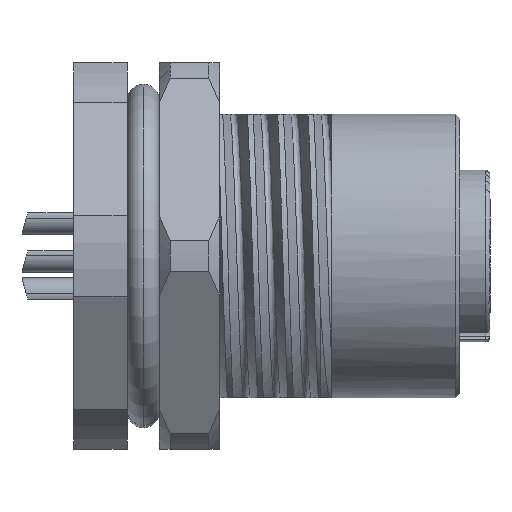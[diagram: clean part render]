
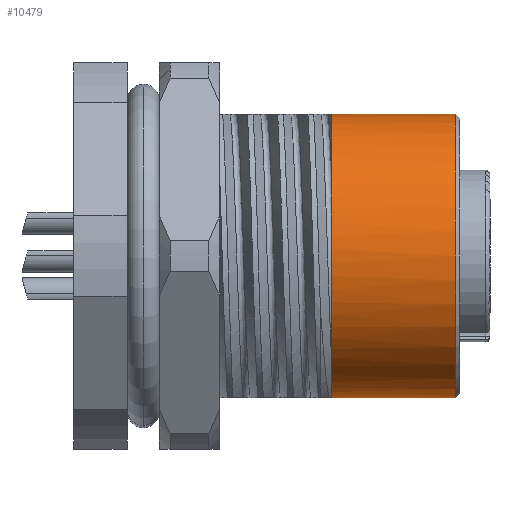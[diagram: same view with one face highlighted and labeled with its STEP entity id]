
A CAD part, front view. The second image highlights one B-rep face of the part: STEP entity #10479.
In plain terms, the highlighted cylindrical face has radius 6.6 mm (diameter 13.2 mm), a partial arc.
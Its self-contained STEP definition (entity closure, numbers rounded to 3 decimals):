
#199 = CARTESIAN_POINT ( 'NONE',  ( -40.569, 0., 6.6 ) ) ;
#1546 = DIRECTION ( 'NONE',  ( 0., 0., 1. ) ) ;
#1784 = DIRECTION ( 'NONE',  ( -1., 0., 0. ) ) ;
#2130 = DIRECTION ( 'NONE',  ( -1., 0., 0. ) ) ;
#2990 = CYLINDRICAL_SURFACE ( 'NONE', #4257, 6.6 ) ;
#3340 = DIRECTION ( 'NONE',  ( 0., 0., 1. ) ) ;
#3410 = LINE ( 'NONE', #17609, #7694 ) ;
#3610 = DIRECTION ( 'NONE',  ( 0., 0., 1. ) ) ;
#3649 = VERTEX_POINT ( 'NONE', #8728 ) ;
#4257 = AXIS2_PLACEMENT_3D ( 'NONE', #10340, #14198, #1546 ) ;
#4320 = ORIENTED_EDGE ( 'NONE', *, *, #15327, .T. ) ;
#5088 = VECTOR ( 'NONE', #2130, 1000. ) ;
#6039 = EDGE_CURVE ( 'NONE', #23432, #10998, #13282, .T. ) ;
#7107 = DIRECTION ( 'NONE',  ( -1., 0., 0. ) ) ;
#7694 = VECTOR ( 'NONE', #12228, 1000. ) ;
#8595 = EDGE_CURVE ( 'NONE', #23432, #21423, #3410, .T. ) ;
#8728 = CARTESIAN_POINT ( 'NONE',  ( -1.5, 0., 6.6 ) ) ;
#9991 = ORIENTED_EDGE ( 'NONE', *, *, #17805, .F. ) ;
#10340 = CARTESIAN_POINT ( 'NONE',  ( -40.569, 0., 0. ) ) ;
#10479 = ADVANCED_FACE ( 'NONE', ( #13489 ), #2990, .T. ) ;
#10998 = VERTEX_POINT ( 'NONE', #22295 ) ;
#11057 = CARTESIAN_POINT ( 'NONE',  ( -1.5, 0., 0. ) ) ;
#12228 = DIRECTION ( 'NONE',  ( -1., 0., 0. ) ) ;
#13282 = CIRCLE ( 'NONE', #20570, 6.6 ) ;
#13489 = FACE_OUTER_BOUND ( 'NONE', #14286, .T. ) ;
#14198 = DIRECTION ( 'NONE',  ( -1., 0., 0. ) ) ;
#14286 = EDGE_LOOP ( 'NONE', ( #22408, #14870, #4320, #9991 ) ) ;
#14870 = ORIENTED_EDGE ( 'NONE', *, *, #6039, .T. ) ;
#15327 = EDGE_CURVE ( 'NONE', #10998, #3649, #18618, .T. ) ;
#16377 = CARTESIAN_POINT ( 'NONE',  ( 4.3, 0., 0. ) ) ;
#16686 = AXIS2_PLACEMENT_3D ( 'NONE', #11057, #1784, #3340 ) ;
#17583 = CARTESIAN_POINT ( 'NONE',  ( -1.5, 0., -6.6 ) ) ;
#17609 = CARTESIAN_POINT ( 'NONE',  ( -40.569, 0., -6.6 ) ) ;
#17805 = EDGE_CURVE ( 'NONE', #21423, #3649, #17822, .T. ) ;
#17822 = CIRCLE ( 'NONE', #16686, 6.6 ) ;
#18618 = LINE ( 'NONE', #199, #5088 ) ;
#20570 = AXIS2_PLACEMENT_3D ( 'NONE', #16377, #7107, #3610 ) ;
#21423 = VERTEX_POINT ( 'NONE', #17583 ) ;
#21776 = CARTESIAN_POINT ( 'NONE',  ( 4.3, 0., -6.6 ) ) ;
#22295 = CARTESIAN_POINT ( 'NONE',  ( 4.3, 0., 6.6 ) ) ;
#22408 = ORIENTED_EDGE ( 'NONE', *, *, #8595, .F. ) ;
#23432 = VERTEX_POINT ( 'NONE', #21776 ) ;
